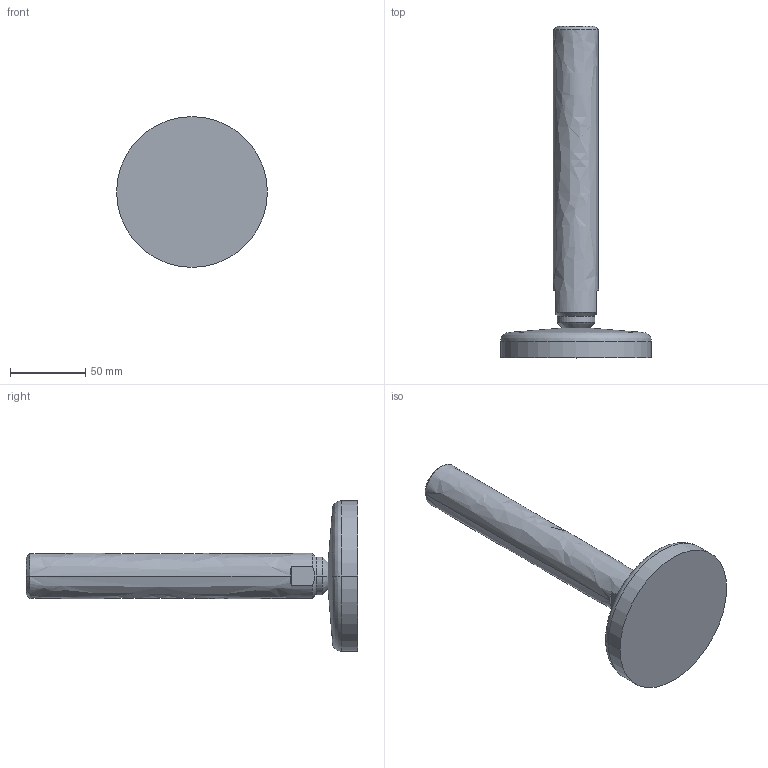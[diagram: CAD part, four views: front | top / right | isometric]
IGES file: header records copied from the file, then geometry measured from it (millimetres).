
Start section:  PTC IGES file: 547-685001.igs
Global section: file name: 547-685001.igs; native system: Pro/ENGINEER by Parametric Technology Corporation; preprocessor: 2005310; author: RCRU28; organization: Unknown; date: 070605.140441; units: millimetre
Bounding box: 100 x 220 x 100 mm (x, y, z)
Surface area: 39437.7 mm2 (no closed solid volume)
Topology: 0 solids, 0 shells, 23 faces, 100 edges, 100 vertices
Faces by surface type: revolution 16, bspline 7
